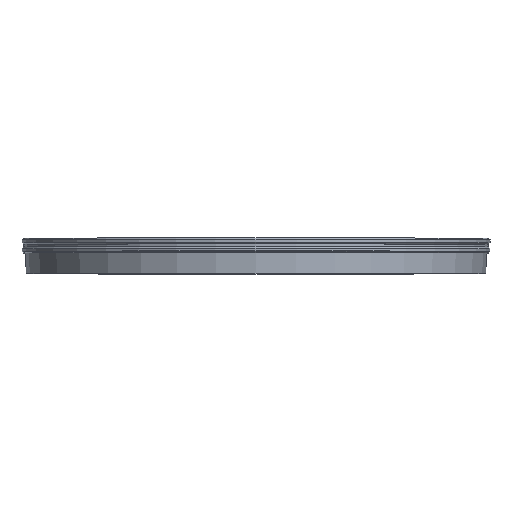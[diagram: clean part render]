
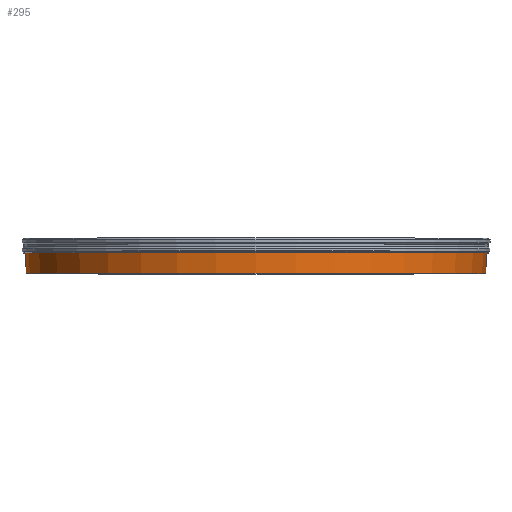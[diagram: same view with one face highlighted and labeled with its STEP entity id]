
A CAD part, top view. The second image highlights one B-rep face of the part: STEP entity #295.
In plain terms, the highlighted conical face has half-angle 3 degrees and reference radius 578.363 mm.
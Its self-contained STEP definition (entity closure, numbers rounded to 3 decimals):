
#47=FACE_OUTER_BOUND('',#70,.T.);
#70=EDGE_LOOP('',(#254,#255,#256,#257));
#91=LINE('',#530,#108);
#108=VECTOR('',#445,578.363);
#127=CIRCLE('',#349,577.);
#128=CIRCLE('',#350,579.725);
#148=VERTEX_POINT('',#527);
#149=VERTEX_POINT('',#529);
#184=EDGE_CURVE('',#148,#148,#127,.T.);
#185=EDGE_CURVE('',#148,#149,#91,.T.);
#186=EDGE_CURVE('',#149,#149,#128,.T.);
#254=ORIENTED_EDGE('',*,*,#184,.F.);
#255=ORIENTED_EDGE('',*,*,#185,.T.);
#256=ORIENTED_EDGE('',*,*,#186,.T.);
#257=ORIENTED_EDGE('',*,*,#185,.F.);
#276=CONICAL_SURFACE('',#348,578.363,0.052);
#295=ADVANCED_FACE('',(#47),#276,.T.);
#348=AXIS2_PLACEMENT_3D('',#526,#441,#442);
#349=AXIS2_PLACEMENT_3D('',#528,#443,#444);
#350=AXIS2_PLACEMENT_3D('',#531,#446,#447);
#441=DIRECTION('center_axis',(0.,1.,0.));
#442=DIRECTION('ref_axis',(1.,0.,0.));
#443=DIRECTION('center_axis',(0.,-1.,0.));
#444=DIRECTION('ref_axis',(1.,0.,0.));
#445=DIRECTION('',(-0.052,0.999,0.));
#446=DIRECTION('center_axis',(0.,-1.,0.));
#447=DIRECTION('ref_axis',(1.,0.,0.));
#526=CARTESIAN_POINT('Origin',(0.,26.,0.));
#527=CARTESIAN_POINT('',(-577.,0.,0.));
#528=CARTESIAN_POINT('Origin',(0.,0.,0.));
#529=CARTESIAN_POINT('',(-579.725,52.,0.));
#530=CARTESIAN_POINT('',(-578.363,26.,0.));
#531=CARTESIAN_POINT('Origin',(0.,52.,0.));
